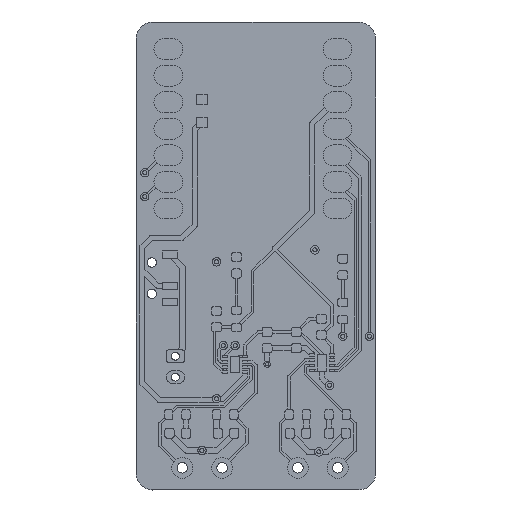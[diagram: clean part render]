
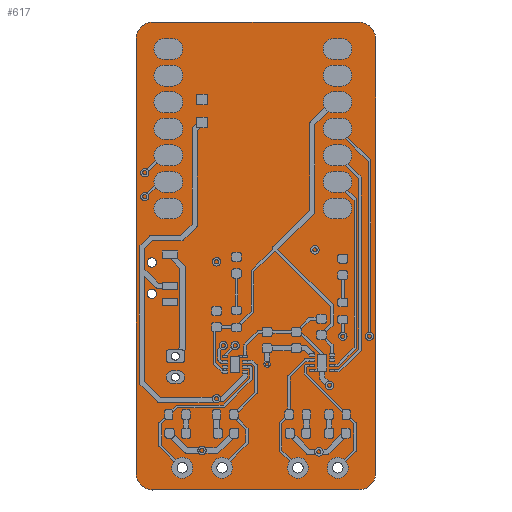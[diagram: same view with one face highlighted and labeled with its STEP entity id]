
A CAD part, top view. The second image highlights one B-rep face of the part: STEP entity #617.
In plain terms, the highlighted planar face has unit normal (0, 0, 1).
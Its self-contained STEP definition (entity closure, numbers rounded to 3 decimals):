
#102 = VERTEX_POINT('',#103);
#103 = CARTESIAN_POINT('',(66.139,-92.191,0.));
#121 = VERTEX_POINT('',#122);
#122 = CARTESIAN_POINT('',(64.531,-93.8,0.));
#128 = EDGE_CURVE('',#102,#121,#129,.T.);
#129 = CIRCLE('',#130,1.609);
#130 = AXIS2_PLACEMENT_3D('',#131,#132,#133);
#131 = CARTESIAN_POINT('',(64.531,-92.191,0.));
#132 = DIRECTION('',(0.,0.,-1.));
#133 = DIRECTION('',(1.,0.,0.));
#153 = VERTEX_POINT('',#154);
#154 = CARTESIAN_POINT('',(66.139,-50.714,0.));
#160 = EDGE_CURVE('',#102,#153,#161,.T.);
#161 = LINE('',#162,#163);
#162 = CARTESIAN_POINT('',(66.139,-92.191,0.));
#163 = VECTOR('',#164,1.);
#164 = DIRECTION('',(0.,1.,0.));
#184 = VERTEX_POINT('',#185);
#185 = CARTESIAN_POINT('',(44.842,-93.808,0.));
#191 = EDGE_CURVE('',#121,#184,#192,.T.);
#192 = LINE('',#193,#194);
#193 = CARTESIAN_POINT('',(64.531,-93.8,0.));
#194 = VECTOR('',#195,1.);
#195 = DIRECTION('',(-1.,0.,0.));
#206 = VERTEX_POINT('',#207);
#207 = CARTESIAN_POINT('',(64.48,-49.09,0.));
#223 = EDGE_CURVE('',#206,#153,#224,.T.);
#224 = CIRCLE('',#225,1.66);
#225 = AXIS2_PLACEMENT_3D('',#226,#227,#228);
#226 = CARTESIAN_POINT('',(64.48,-50.75,0.));
#227 = DIRECTION('',(0.,0.,-1.));
#228 = DIRECTION('',(0.,1.,0.));
#249 = VERTEX_POINT('',#250);
#250 = CARTESIAN_POINT('',(43.25,-92.217,0.));
#256 = EDGE_CURVE('',#184,#249,#257,.T.);
#257 = CIRCLE('',#258,1.592);
#258 = AXIS2_PLACEMENT_3D('',#259,#260,#261);
#259 = CARTESIAN_POINT('',(44.842,-92.217,0.));
#260 = DIRECTION('',(0.,0.,-1.));
#261 = DIRECTION('',(0.,-1.,0.));
#272 = VERTEX_POINT('',#273);
#273 = CARTESIAN_POINT('',(44.816,-49.092,0.));
#288 = EDGE_CURVE('',#272,#206,#289,.T.);
#289 = LINE('',#290,#291);
#290 = CARTESIAN_POINT('',(44.816,-49.092,0.));
#291 = VECTOR('',#292,1.);
#292 = DIRECTION('',(1.,0.,0.));
#312 = VERTEX_POINT('',#313);
#313 = CARTESIAN_POINT('',(43.25,-50.658,0.));
#319 = EDGE_CURVE('',#249,#312,#320,.T.);
#320 = LINE('',#321,#322);
#321 = CARTESIAN_POINT('',(43.25,-92.217,0.));
#322 = VECTOR('',#323,1.);
#323 = DIRECTION('',(0.,1.,0.));
#342 = EDGE_CURVE('',#312,#272,#343,.T.);
#343 = CIRCLE('',#344,1.566);
#344 = AXIS2_PLACEMENT_3D('',#345,#346,#347);
#345 = CARTESIAN_POINT('',(44.816,-50.658,0.));
#346 = DIRECTION('',(0.,0.,-1.));
#347 = DIRECTION('',(-1.,0.,-0.));
#358 = VERTEX_POINT('',#359);
#359 = CARTESIAN_POINT('',(63.009,-91.694,0.));
#375 = EDGE_CURVE('',#358,#358,#376,.T.);
#376 = CIRCLE('',#377,0.5);
#377 = AXIS2_PLACEMENT_3D('',#378,#379,#380);
#378 = CARTESIAN_POINT('',(62.509,-91.694,0.));
#379 = DIRECTION('',(0.,0.,1.));
#380 = DIRECTION('',(1.,0.,-0.));
#391 = VERTEX_POINT('',#392);
#392 = CARTESIAN_POINT('',(59.199,-91.694,0.));
#408 = EDGE_CURVE('',#391,#391,#409,.T.);
#409 = CIRCLE('',#410,0.5);
#410 = AXIS2_PLACEMENT_3D('',#411,#412,#413);
#411 = CARTESIAN_POINT('',(58.699,-91.694,0.));
#412 = DIRECTION('',(0.,0.,1.));
#413 = DIRECTION('',(1.,0.,-0.));
#424 = VERTEX_POINT('',#425);
#425 = CARTESIAN_POINT('',(51.96,-91.694,0.));
#441 = EDGE_CURVE('',#424,#424,#442,.T.);
#442 = CIRCLE('',#443,0.5);
#443 = AXIS2_PLACEMENT_3D('',#444,#445,#446);
#444 = CARTESIAN_POINT('',(51.46,-91.694,0.));
#445 = DIRECTION('',(0.,0.,1.));
#446 = DIRECTION('',(1.,0.,-0.));
#457 = VERTEX_POINT('',#458);
#458 = CARTESIAN_POINT('',(48.15,-91.694,0.));
#474 = EDGE_CURVE('',#457,#457,#475,.T.);
#475 = CIRCLE('',#476,0.5);
#476 = AXIS2_PLACEMENT_3D('',#477,#478,#479);
#477 = CARTESIAN_POINT('',(47.65,-91.694,0.));
#478 = DIRECTION('',(0.,0.,1.));
#479 = DIRECTION('',(1.,0.,-0.));
#490 = VERTEX_POINT('',#491);
#491 = CARTESIAN_POINT('',(47.365,-83.026,0.));
#507 = EDGE_CURVE('',#490,#490,#508,.T.);
#508 = CIRCLE('',#509,0.375);
#509 = AXIS2_PLACEMENT_3D('',#510,#511,#512);
#510 = CARTESIAN_POINT('',(46.99,-83.026,0.));
#511 = DIRECTION('',(0.,0.,1.));
#512 = DIRECTION('',(1.,0.,-0.));
#523 = VERTEX_POINT('',#524);
#524 = CARTESIAN_POINT('',(47.365,-81.026,0.));
#540 = EDGE_CURVE('',#523,#523,#541,.T.);
#541 = CIRCLE('',#542,0.375);
#542 = AXIS2_PLACEMENT_3D('',#543,#544,#545);
#543 = CARTESIAN_POINT('',(46.99,-81.026,0.));
#544 = DIRECTION('',(0.,0.,1.));
#545 = DIRECTION('',(1.,0.,-0.));
#556 = VERTEX_POINT('',#557);
#557 = CARTESIAN_POINT('',(45.182,-75.069,0.));
#573 = EDGE_CURVE('',#556,#556,#574,.T.);
#574 = CIRCLE('',#575,0.45);
#575 = AXIS2_PLACEMENT_3D('',#576,#577,#578);
#576 = CARTESIAN_POINT('',(44.732,-75.069,0.));
#577 = DIRECTION('',(0.,0.,1.));
#578 = DIRECTION('',(1.,0.,-0.));
#589 = VERTEX_POINT('',#590);
#590 = CARTESIAN_POINT('',(45.182,-72.069,0.));
#606 = EDGE_CURVE('',#589,#589,#607,.T.);
#607 = CIRCLE('',#608,0.45);
#608 = AXIS2_PLACEMENT_3D('',#609,#610,#611);
#609 = CARTESIAN_POINT('',(44.732,-72.069,0.));
#610 = DIRECTION('',(0.,0.,1.));
#611 = DIRECTION('',(1.,0.,-0.));
#617 = ADVANCED_FACE('',(#618,#628,#631,#634,#637,#640,#643,#646,#649),
  #652,.F.);
#618 = FACE_BOUND('',#619,.F.);
#619 = EDGE_LOOP('',(#620,#621,#622,#623,#624,#625,#626,#627));
#620 = ORIENTED_EDGE('',*,*,#128,.T.);
#621 = ORIENTED_EDGE('',*,*,#191,.T.);
#622 = ORIENTED_EDGE('',*,*,#256,.T.);
#623 = ORIENTED_EDGE('',*,*,#319,.T.);
#624 = ORIENTED_EDGE('',*,*,#342,.T.);
#625 = ORIENTED_EDGE('',*,*,#288,.T.);
#626 = ORIENTED_EDGE('',*,*,#223,.T.);
#627 = ORIENTED_EDGE('',*,*,#160,.F.);
#628 = FACE_BOUND('',#629,.F.);
#629 = EDGE_LOOP('',(#630));
#630 = ORIENTED_EDGE('',*,*,#375,.T.);
#631 = FACE_BOUND('',#632,.F.);
#632 = EDGE_LOOP('',(#633));
#633 = ORIENTED_EDGE('',*,*,#408,.T.);
#634 = FACE_BOUND('',#635,.F.);
#635 = EDGE_LOOP('',(#636));
#636 = ORIENTED_EDGE('',*,*,#441,.T.);
#637 = FACE_BOUND('',#638,.F.);
#638 = EDGE_LOOP('',(#639));
#639 = ORIENTED_EDGE('',*,*,#474,.T.);
#640 = FACE_BOUND('',#641,.F.);
#641 = EDGE_LOOP('',(#642));
#642 = ORIENTED_EDGE('',*,*,#507,.T.);
#643 = FACE_BOUND('',#644,.F.);
#644 = EDGE_LOOP('',(#645));
#645 = ORIENTED_EDGE('',*,*,#540,.T.);
#646 = FACE_BOUND('',#647,.F.);
#647 = EDGE_LOOP('',(#648));
#648 = ORIENTED_EDGE('',*,*,#573,.T.);
#649 = FACE_BOUND('',#650,.F.);
#650 = EDGE_LOOP('',(#651));
#651 = ORIENTED_EDGE('',*,*,#606,.T.);
#652 = PLANE('',#653);
#653 = AXIS2_PLACEMENT_3D('',#654,#655,#656);
#654 = CARTESIAN_POINT('',(54.69,-71.449,0.));
#655 = DIRECTION('',(-0.,-0.,-1.));
#656 = DIRECTION('',(-1.,0.,0.));
